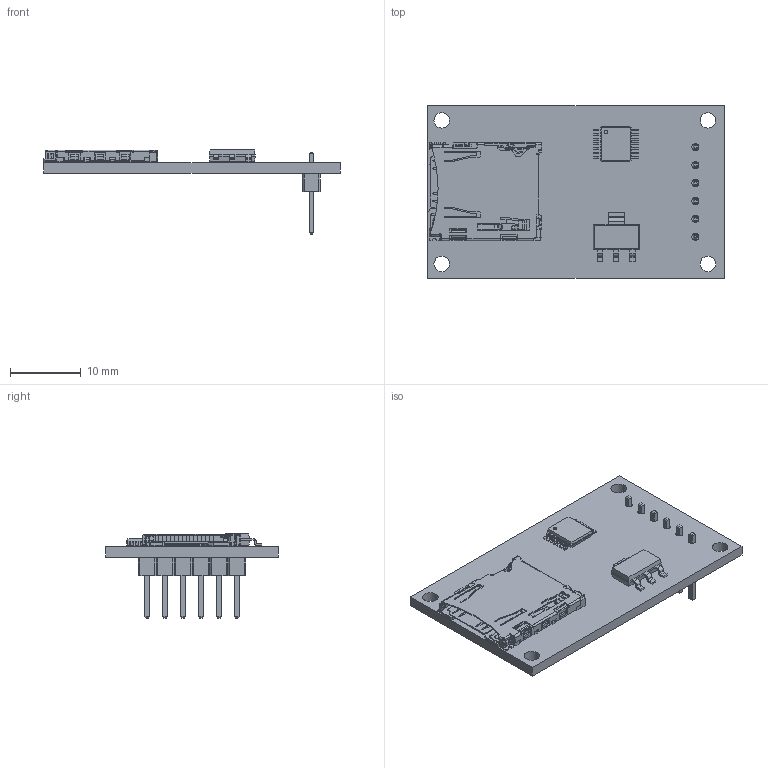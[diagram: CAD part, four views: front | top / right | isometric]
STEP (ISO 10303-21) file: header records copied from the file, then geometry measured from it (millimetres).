
FILE_DESCRIPTION(('KiCad electronic assembly'),'2;1');
FILE_NAME('SDCard.step','2025-09-22T23:09:33',('Pcbnew'),('Kicad'), 'Open CASCADE STEP processor 7.8','KiCad to STEP converter','Unknown' );
FILE_SCHEMA(('AUTOMOTIVE_DESIGN { 1 0 10303 214 1 1 1 1 }'));
Length unit declared in the file: millimetre
Products named in the file (6): SDCard 1; SOT-223; TSSOP-14_4.4x5mm_P0.65mm; microSD_HC_Hirose_DM3AT-SF-PEJM5; PinHeader_1x06_P2.54mm_Vertical; SDCard_PCB
Assembly tree (5 placements, depth 2):
  SDCard 1
    SOT-223
    TSSOP-14_4.4x5mm_P0.65mm
    microSD_HC_Hirose_DM3AT-SF-PEJM5
    PinHeader_1x06_P2.54mm_Vertical
    SDCard_PCB
Bounding box: 42 x 24.45 x 11.92 mm (x, y, z)
Volume: 1834.9 mm3; surface area: 3758.2 mm2
Topology: 5 solids, 5 shells, 1425 faces, 3777 edges, 2335 vertices
Faces by surface type: plane 1103, cylinder 264, bspline 58
Full cylindrical faces by diameter (mm): 0.5 x1, 1 x6, 2.2 x4
Entity records: 49532 total; most frequent: CARTESIAN_POINT 7854, ORIENTED_EDGE 7554, DIRECTION 6999, EDGE_CURVE 3777, LINE 3185, VECTOR 3185, VERTEX_POINT 2335, AXIS2_PLACEMENT_3D 1907
